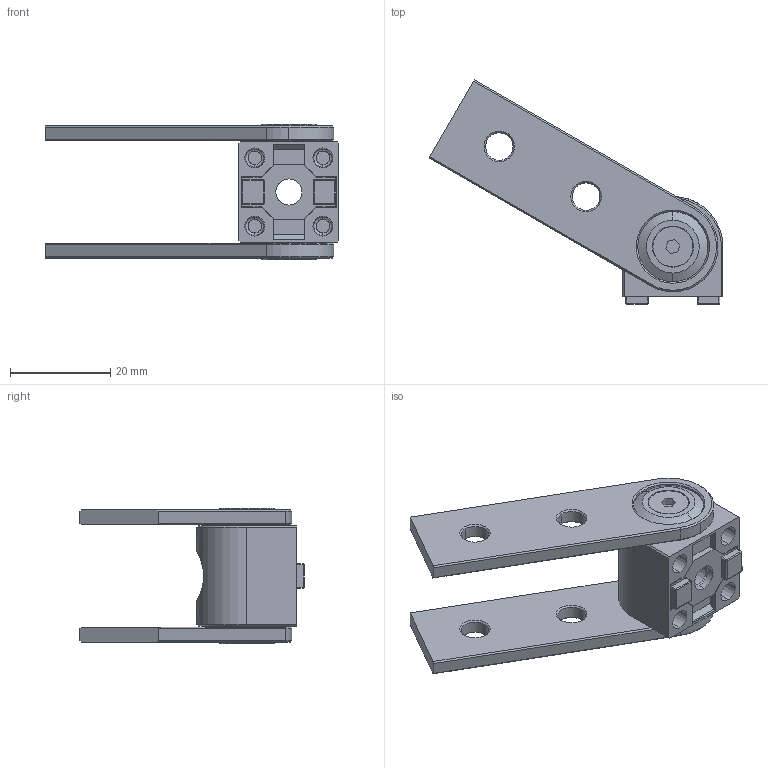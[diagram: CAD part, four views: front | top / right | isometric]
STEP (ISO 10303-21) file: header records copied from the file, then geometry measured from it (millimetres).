
FILE_DESCRIPTION(('STEP AP214'),'1');
FILE_NAME('fath_093gv20.stp','2017-06-06T13:51:45',('TraceParts'),('TraceParts S.A.'),'Spatial InterOp 3D',' ',' ');
FILE_SCHEMA(('automotive_design'));
Length unit declared in the file: millimetre
Products named in the file (10): fath_093gv20_1; fath_093gv20_2; fath_093gv20_3; fath_093gv20_4; fath_093gv20_5; fath_093gv20_6; fath_093gv20_7; fath_093gv20_8; fath_093gv20_9; fath_093gv20_10
Bounding box: 58.67 x 44.74 x 27 mm (x, y, z)
Volume: 11555.9 mm3; surface area: 10352.8 mm2
Topology: 10 solids, 10 shells, 526 faces, 1265 edges, 773 vertices
Faces by surface type: plane 175, cylinder 151, cone 104, bspline 96
Entity records: 22928 total; most frequent: CARTESIAN_POINT 6776, ORIENTED_EDGE 2522, DIRECTION 2364, EDGE_CURVE 1261, AXIS2_PLACEMENT_3D 897, VERTEX_POINT 773, EDGE_LOOP 572, LINE 570
